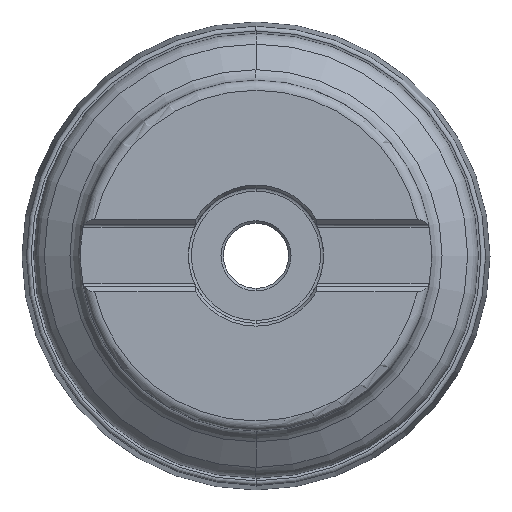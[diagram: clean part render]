
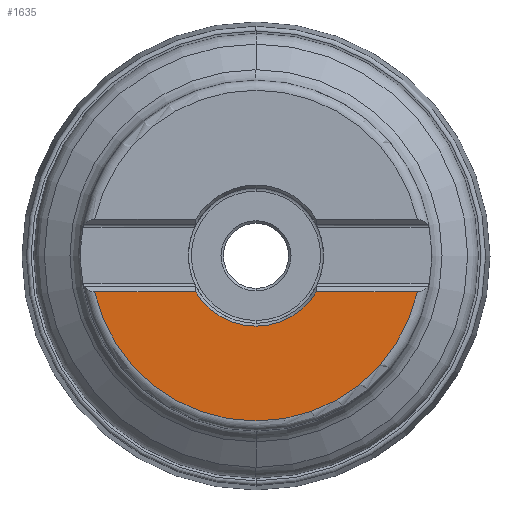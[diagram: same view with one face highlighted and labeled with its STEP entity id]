
A CAD part, top view. The second image highlights one B-rep face of the part: STEP entity #1635.
In plain terms, the highlighted face is planar.
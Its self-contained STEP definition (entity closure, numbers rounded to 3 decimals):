
#167=DIRECTION('',(-1.,0.,0.));
#168=VECTOR('',#167,20.118);
#169=CARTESIAN_POINT('',(32.199,0.,7.228));
#170=LINE('',#169,#168);
#174=DIRECTION('',(-1.,0.,0.));
#175=VECTOR('',#174,20.118);
#176=CARTESIAN_POINT('',(-12.08,0.,7.228));
#177=LINE('',#176,#175);
#195=CARTESIAN_POINT('',(0.,0.,0.));
#196=DIRECTION('',(0.,1.,0.));
#197=DIRECTION('',(-0.858,0.,0.513));
#198=AXIS2_PLACEMENT_3D('',#195,#196,#197);
#1021=CARTESIAN_POINT('',(0.,0.,0.));
#1022=DIRECTION('',(0.,-1.,0.));
#1023=DIRECTION('',(0.976,0.,0.219));
#1024=AXIS2_PLACEMENT_3D('',#1021,#1022,#1023);
#1277=CARTESIAN_POINT('',(32.199,0.,7.228));
#1278=CARTESIAN_POINT('',(12.08,0.,7.228));
#1279=VERTEX_POINT('',#1277);
#1280=VERTEX_POINT('',#1278);
#1281=CARTESIAN_POINT('',(-12.08,0.,7.228));
#1282=CARTESIAN_POINT('',(-32.199,0.,7.228));
#1283=VERTEX_POINT('',#1281);
#1284=VERTEX_POINT('',#1282);
#1622=CARTESIAN_POINT('',(0.,0.,0.));
#1623=DIRECTION('',(0.,1.,0.));
#1624=DIRECTION('',(0.,0.,-1.));
#1625=AXIS2_PLACEMENT_3D('',#1622,#1623,#1624);
#1626=PLANE('',#1625);
#1627=ORIENTED_EDGE('',*,*,#1597,.T.);
#1629=ORIENTED_EDGE('',*,*,#1628,.F.);
#1630=ORIENTED_EDGE('',*,*,#1612,.T.);
#1632=ORIENTED_EDGE('',*,*,#1631,.F.);
#1633=EDGE_LOOP('',(#1627,#1629,#1630,#1632));
#1634=FACE_OUTER_BOUND('',#1633,.F.);
#1635=ADVANCED_FACE('',(#1634),#1626,.F.);
#199=CIRCLE('',#198,14.077);
#1025=CIRCLE('',#1024,33.);
#1597=EDGE_CURVE('',#1279,#1280,#170,.T.);
#1612=EDGE_CURVE('',#1283,#1284,#177,.T.);
#1628=EDGE_CURVE('',#1283,#1280,#199,.T.);
#1631=EDGE_CURVE('',#1279,#1284,#1025,.T.);
